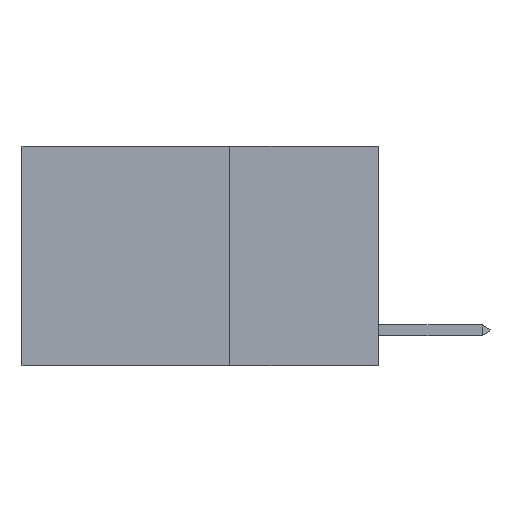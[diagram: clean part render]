
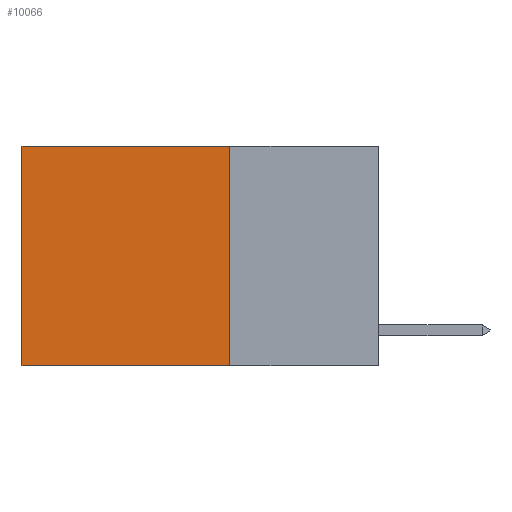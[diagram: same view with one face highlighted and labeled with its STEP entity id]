
A CAD part, left-side view. The second image highlights one B-rep face of the part: STEP entity #10066.
In plain terms, the highlighted planar face has unit normal (-1, 0, 0).
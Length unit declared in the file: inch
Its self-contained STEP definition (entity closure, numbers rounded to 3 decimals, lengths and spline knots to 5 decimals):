
#211 = ORIENTED_EDGE ( 'NONE', *, *, #3363, .T. ) ;
#413 = EDGE_LOOP ( 'NONE', ( #211, #2955, #3073, #1741 ) ) ;
#487 = DIRECTION ( 'NONE',  ( 0., 1., 0. ) ) ;
#1050 = DIRECTION ( 'NONE',  ( 0., 0., -1. ) ) ;
#1373 = VECTOR ( 'NONE', #9674, 39.37008 ) ;
#1435 = VERTEX_POINT ( 'NONE', #2240 ) ;
#1654 = VERTEX_POINT ( 'NONE', #8441 ) ;
#1741 = ORIENTED_EDGE ( 'NONE', *, *, #7053, .T. ) ;
#2068 = EDGE_CURVE ( 'NONE', #1435, #1654, #5921, .T. ) ;
#2114 = CARTESIAN_POINT ( 'NONE',  ( 0.2625, 0.25, 0. ) ) ;
#2240 = CARTESIAN_POINT ( 'NONE',  ( 0.2625, 0.25, -0.37 ) ) ;
#2730 = CARTESIAN_POINT ( 'NONE',  ( 0.2625, 0.25, 0. ) ) ;
#2778 = DIRECTION ( 'NONE',  ( 0., 1., 0. ) ) ;
#2955 = ORIENTED_EDGE ( 'NONE', *, *, #2068, .F. ) ;
#3073 = ORIENTED_EDGE ( 'NONE', *, *, #6909, .F. ) ;
#3363 = EDGE_CURVE ( 'NONE', #8160, #1654, #5577, .T. ) ;
#3695 = PLANE ( 'NONE',  #4303 ) ;
#3790 = CARTESIAN_POINT ( 'NONE',  ( 0.2625, 0.25, 0. ) ) ;
#4214 = CARTESIAN_POINT ( 'NONE',  ( 0.2625, 0.25, -0.37 ) ) ;
#4303 = AXIS2_PLACEMENT_3D ( 'NONE', #9038, #9780, #5223 ) ;
#4388 = CARTESIAN_POINT ( 'NONE',  ( 0.2625, 0.6, 0. ) ) ;
#4784 = VECTOR ( 'NONE', #1050, 39.37008 ) ;
#5130 = FACE_OUTER_BOUND ( 'NONE', #413, .T. ) ;
#5223 = DIRECTION ( 'NONE',  ( 0., 0., -1. ) ) ;
#5577 = LINE ( 'NONE', #6920, #4784 ) ;
#5811 = VECTOR ( 'NONE', #2778, 39.37008 ) ;
#5921 = LINE ( 'NONE', #4214, #5811 ) ;
#6172 = VECTOR ( 'NONE', #487, 39.37008 ) ;
#6372 = VERTEX_POINT ( 'NONE', #2114 ) ;
#6909 = EDGE_CURVE ( 'NONE', #6372, #1435, #7659, .T. ) ;
#6920 = CARTESIAN_POINT ( 'NONE',  ( 0.2625, 0.6, 0. ) ) ;
#7053 = EDGE_CURVE ( 'NONE', #6372, #8160, #8216, .T. ) ;
#7659 = LINE ( 'NONE', #2730, #1373 ) ;
#8160 = VERTEX_POINT ( 'NONE', #4388 ) ;
#8216 = LINE ( 'NONE', #3790, #6172 ) ;
#8441 = CARTESIAN_POINT ( 'NONE',  ( 0.2625, 0.6, -0.37 ) ) ;
#9038 = CARTESIAN_POINT ( 'NONE',  ( 0.2625, 0.25, 0. ) ) ;
#9674 = DIRECTION ( 'NONE',  ( 0., 0., -1. ) ) ;
#9780 = DIRECTION ( 'NONE',  ( 1., 0., 0. ) ) ;
#10066 = ADVANCED_FACE ( 'NONE', ( #5130 ), #3695, .F. ) ;
